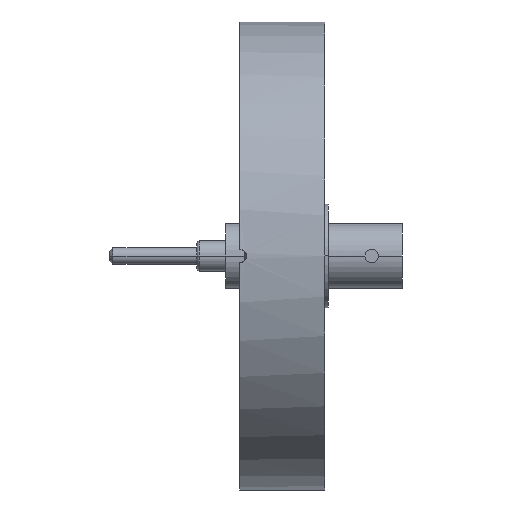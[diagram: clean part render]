
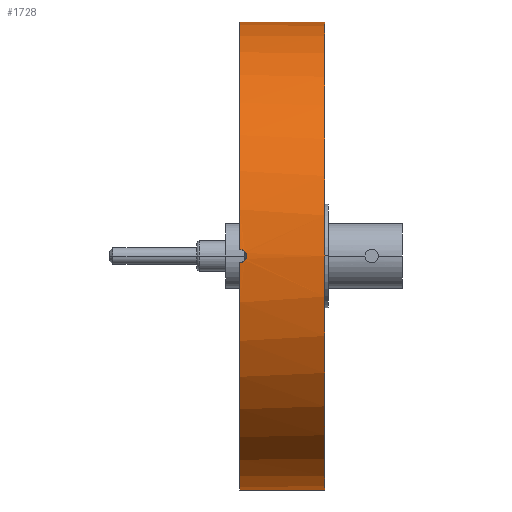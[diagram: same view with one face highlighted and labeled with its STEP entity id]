
A CAD part, left-side view. The second image highlights one B-rep face of the part: STEP entity #1728.
In plain terms, the highlighted cylindrical face has radius 34.95 mm (diameter 69.9 mm), a partial arc.
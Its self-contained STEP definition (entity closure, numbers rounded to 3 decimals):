
#30 = EDGE_LOOP ( 'NONE', ( #2378, #2172, #2150, #2647, #1672, #1153 ) ) ;
#91 = CARTESIAN_POINT ( 'NONE',  ( -34.945, -0.799, 0.615 ) ) ;
#116 = CARTESIAN_POINT ( 'NONE',  ( -34.95, -1., -0.13 ) ) ;
#149 = CARTESIAN_POINT ( 'NONE',  ( 0., -12.7, -34.95 ) ) ;
#172 = AXIS2_PLACEMENT_3D ( 'NONE', #559, #386, #2048 ) ;
#173 = DIRECTION ( 'NONE',  ( 0., 1., 0. ) ) ;
#194 = DIRECTION ( 'NONE',  ( 0., 1., 0. ) ) ;
#283 = DIRECTION ( 'NONE',  ( 0., 1., 0. ) ) ;
#294 = VERTEX_POINT ( 'NONE', #2547 ) ;
#307 = VERTEX_POINT ( 'NONE', #1806 ) ;
#386 = DIRECTION ( 'NONE',  ( 0., 1., 0. ) ) ;
#395 = DIRECTION ( 'NONE',  ( 0., 1., 0. ) ) ;
#535 = VERTEX_POINT ( 'NONE', #1696 ) ;
#559 = CARTESIAN_POINT ( 'NONE',  ( 0., 0., 0. ) ) ;
#580 = CARTESIAN_POINT ( 'NONE',  ( 0., -12.7, 0. ) ) ;
#704 = EDGE_CURVE ( 'NONE', #307, #535, #1804, .T. ) ;
#762 = CIRCLE ( 'NONE', #172, 34.95 ) ;
#782 = DIRECTION ( 'NONE',  ( 0., 0., 1. ) ) ;
#919 = CARTESIAN_POINT ( 'NONE',  ( -34.936, -0.132, 1. ) ) ;
#1056 = AXIS2_PLACEMENT_3D ( 'NONE', #2027, #173, #782 ) ;
#1084 = LINE ( 'NONE', #2125, #1375 ) ;
#1097 = AXIS2_PLACEMENT_3D ( 'NONE', #2629, #194, #1988 ) ;
#1109 = CARTESIAN_POINT ( 'NONE',  ( -34.936, -0.264, -1. ) ) ;
#1132 = CARTESIAN_POINT ( 'NONE',  ( -34.936, -0.262, 0.974 ) ) ;
#1143 = AXIS2_PLACEMENT_3D ( 'NONE', #580, #395, #1598 ) ;
#1153 = ORIENTED_EDGE ( 'NONE', *, *, #2559, .F. ) ;
#1309 = CARTESIAN_POINT ( 'NONE',  ( -34.936, 0., 1. ) ) ;
#1318 = CARTESIAN_POINT ( 'NONE',  ( -34.939, -0.504, 0.874 ) ) ;
#1350 = CARTESIAN_POINT ( 'NONE',  ( -34.947, -0.874, -0.503 ) ) ;
#1375 = VECTOR ( 'NONE', #283, 1000. ) ;
#1453 = CIRCLE ( 'NONE', #1056, 34.95 ) ;
#1559 = CARTESIAN_POINT ( 'NONE',  ( -34.936, 0., -1. ) ) ;
#1581 = CARTESIAN_POINT ( 'NONE',  ( 0., 0., 34.95 ) ) ;
#1591 = EDGE_CURVE ( 'NONE', #1764, #2113, #1084, .T. ) ;
#1598 = DIRECTION ( 'NONE',  ( 0., 0., 1. ) ) ;
#1622 = FACE_OUTER_BOUND ( 'NONE', #30, .T. ) ;
#1672 = ORIENTED_EDGE ( 'NONE', *, *, #2429, .T. ) ;
#1696 = CARTESIAN_POINT ( 'NONE',  ( 0., 0., -34.95 ) ) ;
#1728 = ADVANCED_FACE ( 'NONE', ( #1622 ), #2015, .T. ) ;
#1734 = CARTESIAN_POINT ( 'NONE',  ( -34.949, -0.974, -0.261 ) ) ;
#1748 = EDGE_CURVE ( 'NONE', #307, #1764, #1834, .T. ) ;
#1754 = EDGE_CURVE ( 'NONE', #1975, #2113, #1453, .T. ) ;
#1763 = CARTESIAN_POINT ( 'NONE',  ( -34.941, -0.615, 0.799 ) ) ;
#1764 = VERTEX_POINT ( 'NONE', #2180 ) ;
#1777 = CARTESIAN_POINT ( 'NONE',  ( -34.947, -0.874, 0.503 ) ) ;
#1804 = LINE ( 'NONE', #149, #2094 ) ;
#1806 = CARTESIAN_POINT ( 'NONE',  ( 0., -12.7, -34.95 ) ) ;
#1834 = CIRCLE ( 'NONE', #1143, 34.95 ) ;
#1970 = CARTESIAN_POINT ( 'NONE',  ( -34.949, -0.974, 0.263 ) ) ;
#1975 = VERTEX_POINT ( 'NONE', #1309 ) ;
#1988 = DIRECTION ( 'NONE',  ( 0., 0., 1. ) ) ;
#2015 = CYLINDRICAL_SURFACE ( 'NONE', #1097, 34.95 ) ;
#2027 = CARTESIAN_POINT ( 'NONE',  ( 0., 0., 0. ) ) ;
#2048 = DIRECTION ( 'NONE',  ( 0., 0., 1. ) ) ;
#2094 = VECTOR ( 'NONE', #2380, 1000. ) ;
#2113 = VERTEX_POINT ( 'NONE', #1581 ) ;
#2125 = CARTESIAN_POINT ( 'NONE',  ( 0., -12.7, 34.95 ) ) ;
#2143 = CARTESIAN_POINT ( 'NONE',  ( -34.939, -0.521, -0.893 ) ) ;
#2150 = ORIENTED_EDGE ( 'NONE', *, *, #1591, .T. ) ;
#2172 = ORIENTED_EDGE ( 'NONE', *, *, #1748, .T. ) ;
#2180 = CARTESIAN_POINT ( 'NONE',  ( 0., -12.7, 34.95 ) ) ;
#2184 = CARTESIAN_POINT ( 'NONE',  ( -34.945, -0.801, -0.613 ) ) ;
#2333 = CARTESIAN_POINT ( 'NONE',  ( -34.95, -1., 0.131 ) ) ;
#2363 = CARTESIAN_POINT ( 'NONE',  ( -34.936, 0., 1. ) ) ;
#2378 = ORIENTED_EDGE ( 'NONE', *, *, #704, .F. ) ;
#2380 = DIRECTION ( 'NONE',  ( 0., 1., 0. ) ) ;
#2429 = EDGE_CURVE ( 'NONE', #1975, #294, #2493, .T. ) ;
#2493 = B_SPLINE_CURVE_WITH_KNOTS ( 'NONE', 3,
 ( #2363, #919, #1132, #1318, #1763, #91, #1777, #1970, #2333, #116, #1734, #1350, #2184, #2143, #1109, #1559 ),
 .UNSPECIFIED., .F., .F.,
 ( 4, 2, 2, 2, 2, 2, 2, 4 ),
 ( 0., 0., 0.001, 0.001, 0.002, 0.002, 0.002, 0.003 ),
 .UNSPECIFIED. ) ;
#2547 = CARTESIAN_POINT ( 'NONE',  ( -34.936, 0., -1. ) ) ;
#2559 = EDGE_CURVE ( 'NONE', #535, #294, #762, .T. ) ;
#2629 = CARTESIAN_POINT ( 'NONE',  ( 0., -12.7, 0. ) ) ;
#2647 = ORIENTED_EDGE ( 'NONE', *, *, #1754, .F. ) ;
